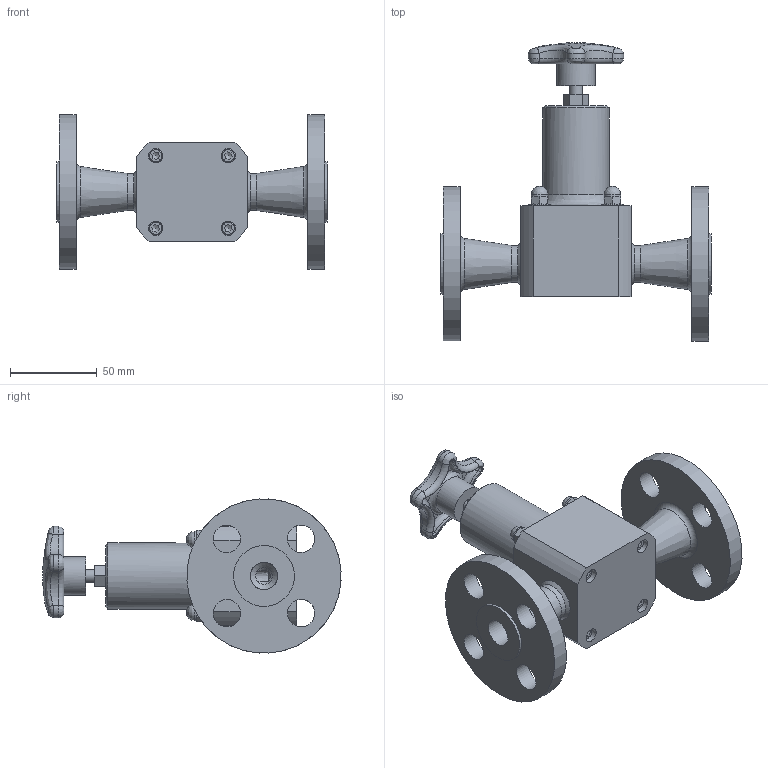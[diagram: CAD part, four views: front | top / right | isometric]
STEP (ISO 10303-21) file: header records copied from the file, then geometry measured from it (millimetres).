
FILE_DESCRIPTION((''),'2;1');
FILE_NAME('TVBFW45-SS-G-R0.ipt.stp','2017-04-04T12:13:10',(''),(''),'Autodesk Inventor 2009','Autodesk Inventor 2009','');
FILE_SCHEMA(('AUTOMOTIVE_DESIGN { 1 0 10303 214 1 1 1 1 }'));
Length unit declared in the file: inch
Products named in the file (1): TVBFW45-SS-G-R0
Bounding box: 155.96 x 171.66 x 88.72 mm (x, y, z)
Volume: 367153.8 mm3; surface area: 84649.6 mm2
Topology: 6 solids, 7 shells, 433 faces, 1015 edges, 627 vertices
Faces by surface type: plane 169, cone 92, cylinder 77, bspline 65, torus 17, sphere 13
Full cylindrical faces by diameter (mm): 3.734 x4, 3.962 x1, 7.442 x1, 7.925 x4, 7.938 x1, 9.525 x5, 11.125 x1, 12.7 x4, 13.716 x1, 15.748 x10, 15.799 x2, 19.304 x1, 21.336 x2, 22.098 x1, 22.86 x1, 28.321 x1, 35.052 x2, 38.1 x1, 38.735 x1, 88.9 x2
Entity records: 14565 total; most frequent: CARTESIAN_POINT 5447, DIRECTION 1792, ORIENTED_EDGE 1762, EDGE_CURVE 881, AXIS2_PLACEMENT_3D 784, VERTEX_POINT 598, EDGE_LOOP 589, FACE_OUTER_BOUND 432
